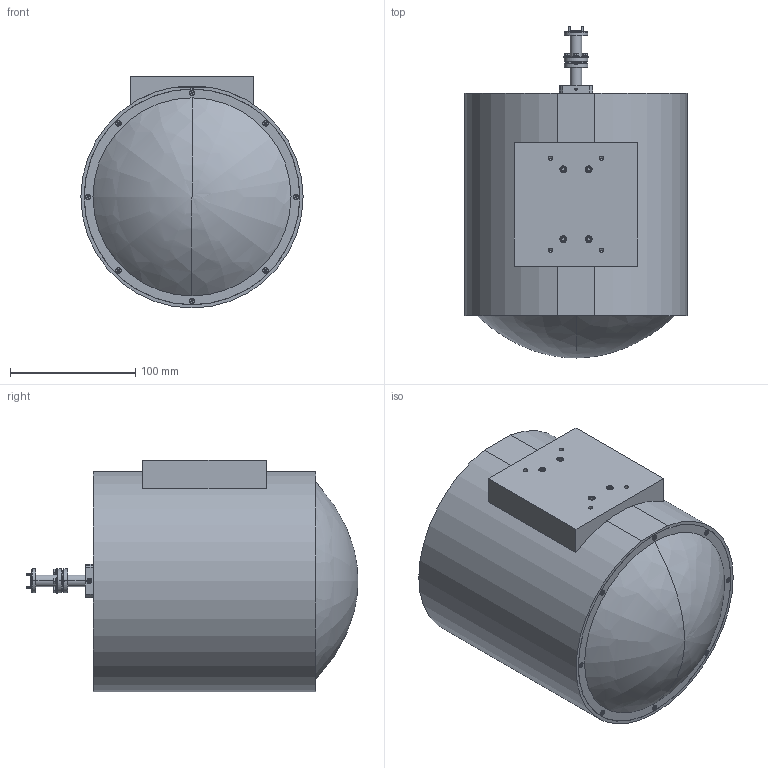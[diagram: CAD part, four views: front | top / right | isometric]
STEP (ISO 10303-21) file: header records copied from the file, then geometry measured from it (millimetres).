
FILE_DESCRIPTION (( 'STEP AP203' ), '1' );
FILE_NAME ('SAG-5836833503-15-S1.STEP', '2020-02-24T23:18:32', ( '' ), ( '' ), 'SwSTEP 2.0', 'SolidWorks 2020', '' );
FILE_SCHEMA (( 'CONFIG_CONTROL_DESIGN' ));
Length unit declared in the file: inch
Products named in the file (1): SAG-5836833503-15-S1
Bounding box: 177.8 x 265.57 x 185.58 mm (x, y, z)
Volume: 4884725.1 mm3; surface area: 290718.4 mm2
Topology: 54 solids, 54 shells, 2066 faces, 5187 edges, 3244 vertices
Faces by surface type: plane 925, cylinder 688, cone 431, bspline 14, torus 8
Entity records: 68030 total; most frequent: CARTESIAN_POINT 20764, ORIENTED_EDGE 10202, DIRECTION 9283, EDGE_CURVE 5101, AXIS2_PLACEMENT_3D 3597, VERTEX_POINT 3244, EDGE_LOOP 2285, LINE 2089
